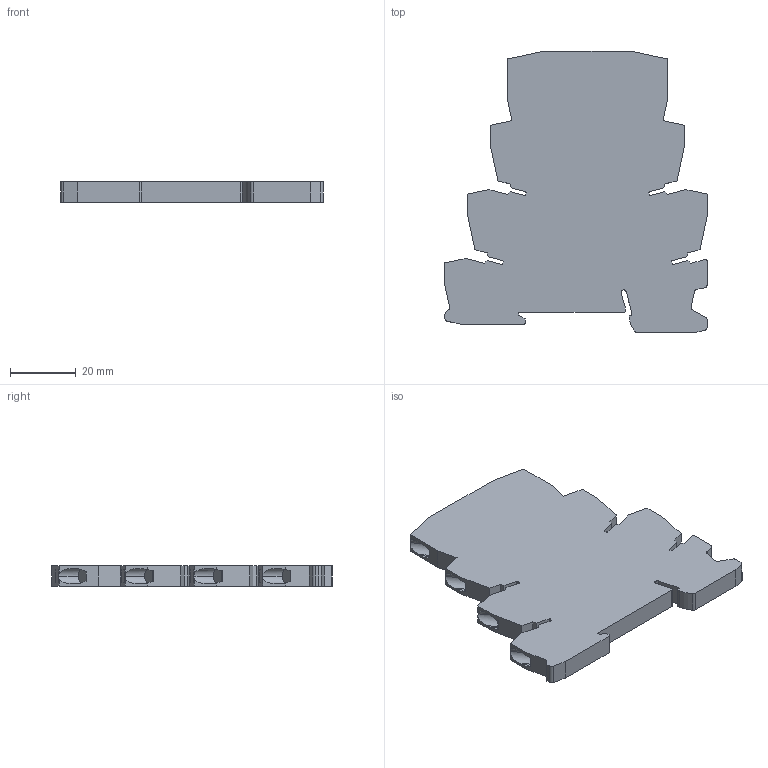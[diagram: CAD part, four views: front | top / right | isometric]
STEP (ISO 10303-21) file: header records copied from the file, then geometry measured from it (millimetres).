
FILE_DESCRIPTION(('SolidDesigner STEP Export'),'2;1');
FILE_NAME('2900378_PLC_OPT_24DC_48DC_500W-select.stp','2012-05-22T13:37:09',(''),(''),'CoCreate Modeling STEP processor for AP214 (Solid Model)','CoCreate Modeling 16.00A 16-Aug-2008 (C) Parametric Technology GmbH','');
FILE_SCHEMA(('AUTOMOTIVE_DESIGN { 1 0 10303 214 1 1 1 1 }'));
Length unit declared in the file: millimetre
Products named in the file (2): 2900378_PLC_OPT_24DC_48DC_500W-select
Assembly tree (1 placements, depth 2):
  2900378_PLC_OPT_24DC_48DC_500W-select
    2900378_PLC_OPT_24DC_48DC_500W-select
Bounding box: 80 x 85.7 x 6.2 mm (x, y, z)
Volume: 31024.8 mm3; surface area: 13159.6 mm2
Topology: 1 solids, 1 shells, 197 faces, 564 edges, 376 vertices
Faces by surface type: plane 141, cylinder 56
Entity records: 7835 total; most frequent: ORIENTED_EDGE 1128, CARTESIAN_POINT 1121, DIRECTION 1076, EDGE_CURVE 564, VECTOR 414, LINE 414, VERTEX_POINT 376, AXIS2_PLACEMENT_3D 331
